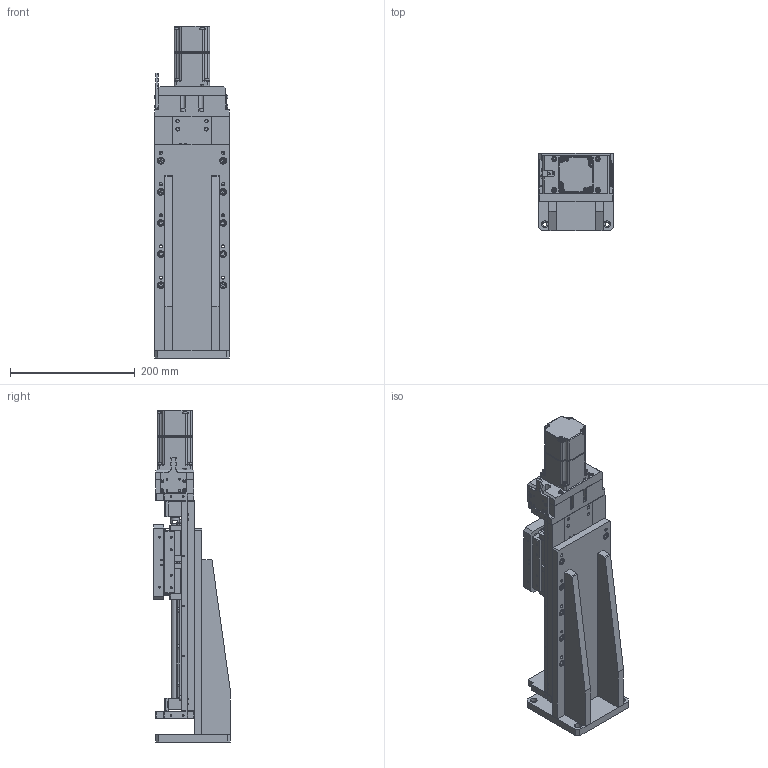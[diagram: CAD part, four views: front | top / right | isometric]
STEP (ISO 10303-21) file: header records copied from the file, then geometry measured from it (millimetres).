
FILE_DESCRIPTION (( 'STEP AP203' ), '1' );
FILE_NAME ('PA150-Z(AP203).STEP', '2023-06-19T07:51:49', ( '' ), ( '' ), 'SwSTEP 2.0', 'SolidWorks 2017', '' );
FILE_SCHEMA (( 'CONFIG_CONTROL_DESIGN' ));
Length unit declared in the file: millimetre
Products named in the file (1): PA150-Z(AP203)
Bounding box: 120 x 123 x 532.5 mm (x, y, z)
Surface area: 484153.1 mm2 (no closed solid volume)
Topology: 0 solids, 160 shells, 1785 faces, 6545 edges, 4734 vertices
Faces by surface type: plane 939, cylinder 539, torus 142, bspline 70, cone 63, sphere 32
Entity records: 74220 total; most frequent: CARTESIAN_POINT 18461, DIRECTION 12054, ORIENTED_EDGE 9898, EDGE_CURVE 6445, VERTEX_POINT 4710, AXIS2_PLACEMENT_3D 4157, LINE 3740, VECTOR 3740
